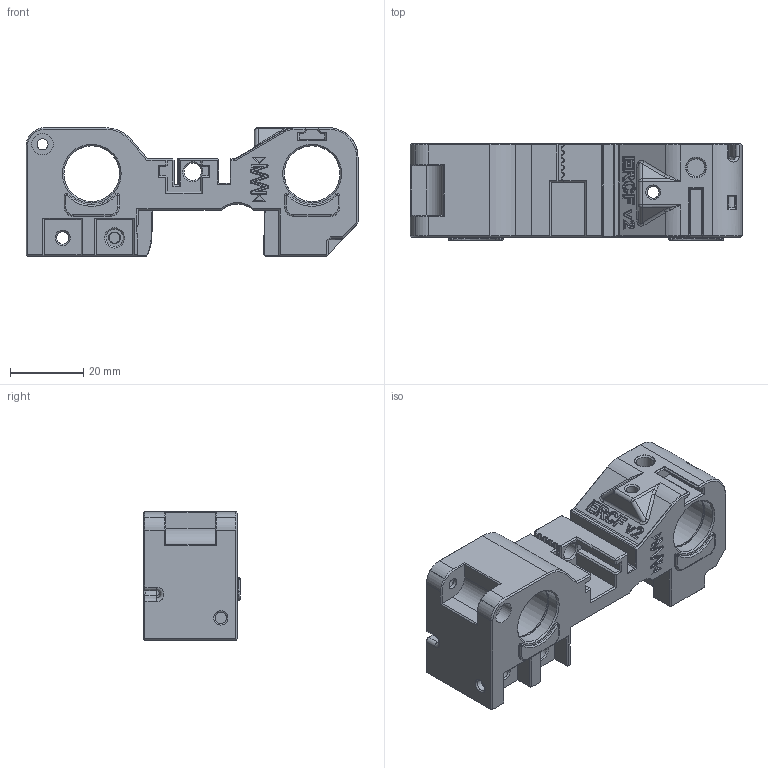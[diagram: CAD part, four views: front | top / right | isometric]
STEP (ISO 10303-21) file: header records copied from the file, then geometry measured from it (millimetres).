
FILE_DESCRIPTION(/* description */ (''),/* implementation_level */ '2;1');
FILE_NAME(/* name */ '[a]Selector_for_servo28mm.step',/* time_stamp */ '2024-09-13T20:02:47-04:00',/* author */ (''),/* organization */ (''),/* preprocessor_version */ 'ST-DEVELOPER v20',/* originating_system */ 'Autodesk Translation Framework v13.14.0.145',/* authorisation */ '');
FILE_SCHEMA (('AUTOMOTIVE_DESIGN { 1 0 10303 214 3 1 1 }'));
Length unit declared in the file: millimetre
Products named in the file (1): [a]Selector_for_servo28mm
Bounding box: 90.4 x 26.3 x 35 mm (x, y, z)
Volume: 38819.6 mm3; surface area: 17495.6 mm2
Topology: 1 solids, 1 shells, 884 faces, 2203 edges, 1336 vertices
Faces by surface type: plane 489, cylinder 171, bspline 114, cone 85, torus 23, sphere 2
Full cylindrical faces by diameter (mm): 2.9 x1, 3 x2, 3.1 x1, 3.2 x2, 3.4 x1, 4.65 x1, 4.7 x4, 5.85 x1, 6.6 x1, 15.15 x4, 15.2 x6
Entity records: 31086 total; most frequent: CARTESIAN_POINT 10654, ORIENTED_EDGE 4402, DIRECTION 3949, EDGE_CURVE 2201, LINE 1483, VECTOR 1483, VERTEX_POINT 1336, AXIS2_PLACEMENT_3D 1233
